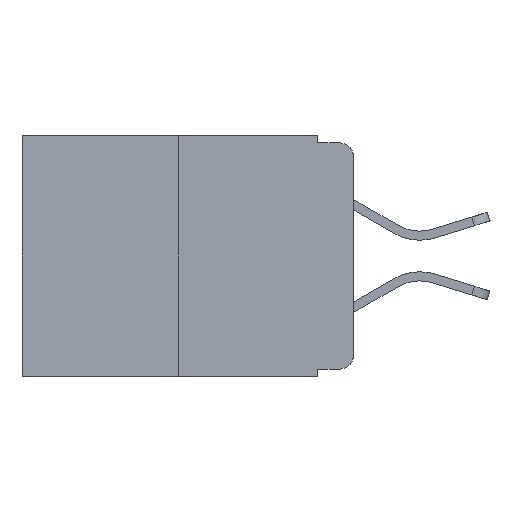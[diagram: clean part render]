
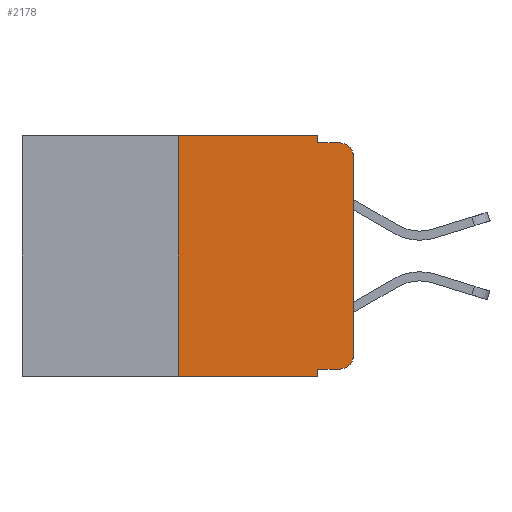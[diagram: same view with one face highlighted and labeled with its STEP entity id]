
A CAD part, left-side view. The second image highlights one B-rep face of the part: STEP entity #2178.
In plain terms, the highlighted planar face has unit normal (-1, 0, 0).
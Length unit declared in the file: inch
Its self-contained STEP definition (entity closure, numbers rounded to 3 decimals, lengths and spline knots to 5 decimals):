
#120 = VECTOR ( 'NONE', #5649, 39.37008 ) ;
#493 = LINE ( 'NONE', #4745, #120 ) ;
#560 = DIRECTION ( 'NONE',  ( 0., 0., -1. ) ) ;
#590 = ORIENTED_EDGE ( 'NONE', *, *, #11799, .T. ) ;
#767 = ORIENTED_EDGE ( 'NONE', *, *, #7378, .T. ) ;
#934 = FACE_OUTER_BOUND ( 'NONE', #3031, .T. ) ;
#953 = VERTEX_POINT ( 'NONE', #1492 ) ;
#1176 = CARTESIAN_POINT ( 'NONE',  ( 0., 0.051, 0. ) ) ;
#1241 = ORIENTED_EDGE ( 'NONE', *, *, #10716, .T. ) ;
#1492 = CARTESIAN_POINT ( 'NONE',  ( 0., 0.02, -0.333 ) ) ;
#1896 = PLANE ( 'NONE',  #2803 ) ;
#2178 = ADVANCED_FACE ( 'NONE', ( #934 ), #1896, .F. ) ;
#2234 = EDGE_CURVE ( 'NONE', #2710, #4301, #11789, .T. ) ;
#2488 = CARTESIAN_POINT ( 'NONE',  ( 0., 0.051, -0.333 ) ) ;
#2581 = DIRECTION ( 'NONE',  ( -1., 0., 0. ) ) ;
#2611 = ORIENTED_EDGE ( 'NONE', *, *, #11406, .T. ) ;
#2710 = VERTEX_POINT ( 'NONE', #8290 ) ;
#2803 = AXIS2_PLACEMENT_3D ( 'NONE', #6874, #4264, #560 ) ;
#2892 = AXIS2_PLACEMENT_3D ( 'NONE', #8852, #3521, #9681 ) ;
#3031 = EDGE_LOOP ( 'NONE', ( #590, #1241, #6448, #6991, #4861, #9485, #2611, #7532, #7797, #767 ) ) ;
#3521 = DIRECTION ( 'NONE',  ( -1., 0., 0. ) ) ;
#3823 = CARTESIAN_POINT ( 'NONE',  ( 0., 0.051, -0.01 ) ) ;
#4069 = VERTEX_POINT ( 'NONE', #10084 ) ;
#4264 = DIRECTION ( 'NONE',  ( 1., 0., 0. ) ) ;
#4283 = CARTESIAN_POINT ( 'NONE',  ( 0., 0., 0. ) ) ;
#4301 = VERTEX_POINT ( 'NONE', #1176 ) ;
#4339 = CARTESIAN_POINT ( 'NONE',  ( 0., 0.473, 0. ) ) ;
#4737 = CARTESIAN_POINT ( 'NONE',  ( 0., 0.25, 0. ) ) ;
#4745 = CARTESIAN_POINT ( 'NONE',  ( 0., 0.473, -0.343 ) ) ;
#4861 = ORIENTED_EDGE ( 'NONE', *, *, #2234, .F. ) ;
#5238 = LINE ( 'NONE', #3823, #11719 ) ;
#5649 = DIRECTION ( 'NONE',  ( 0., -1., 0. ) ) ;
#5744 = AXIS2_PLACEMENT_3D ( 'NONE', #8075, #2581, #8909 ) ;
#6030 = VERTEX_POINT ( 'NONE', #7496 ) ;
#6036 = DIRECTION ( 'NONE',  ( 0., 0., -1. ) ) ;
#6049 = VERTEX_POINT ( 'NONE', #10827 ) ;
#6132 = VECTOR ( 'NONE', #6587, 39.37008 ) ;
#6428 = VERTEX_POINT ( 'NONE', #8698 ) ;
#6448 = ORIENTED_EDGE ( 'NONE', *, *, #10169, .F. ) ;
#6587 = DIRECTION ( 'NONE',  ( 0., 0., 1. ) ) ;
#6641 = VECTOR ( 'NONE', #7905, 39.37008 ) ;
#6874 = CARTESIAN_POINT ( 'NONE',  ( 0., 0.473, 0. ) ) ;
#6894 = CARTESIAN_POINT ( 'NONE',  ( 0., 0.051, 0. ) ) ;
#6991 = ORIENTED_EDGE ( 'NONE', *, *, #9617, .F. ) ;
#7174 = LINE ( 'NONE', #4283, #6641 ) ;
#7378 = EDGE_CURVE ( 'NONE', #953, #6049, #11207, .T. ) ;
#7496 = CARTESIAN_POINT ( 'NONE',  ( 0., 0.051, -0.333 ) ) ;
#7532 = ORIENTED_EDGE ( 'NONE', *, *, #8504, .F. ) ;
#7701 = LINE ( 'NONE', #6894, #9643 ) ;
#7797 = ORIENTED_EDGE ( 'NONE', *, *, #7954, .T. ) ;
#7879 = LINE ( 'NONE', #9406, #9824 ) ;
#7905 = DIRECTION ( 'NONE',  ( 0., 0., 1. ) ) ;
#7954 = EDGE_CURVE ( 'NONE', #6030, #953, #10934, .T. ) ;
#7995 = DIRECTION ( 'NONE',  ( 0., -1., 0. ) ) ;
#8075 = CARTESIAN_POINT ( 'NONE',  ( 0., 0.02, -0.313 ) ) ;
#8290 = CARTESIAN_POINT ( 'NONE',  ( 0., 0.25, 0. ) ) ;
#8404 = LINE ( 'NONE', #4737, #6132 ) ;
#8477 = CARTESIAN_POINT ( 'NONE',  ( 0., 0.051, -0.01 ) ) ;
#8504 = EDGE_CURVE ( 'NONE', #6030, #10486, #7701, .T. ) ;
#8563 = DIRECTION ( 'NONE',  ( 0., 0., -1. ) ) ;
#8698 = CARTESIAN_POINT ( 'NONE',  ( 0., 0.25, -0.343 ) ) ;
#8852 = CARTESIAN_POINT ( 'NONE',  ( 0., 0.02, -0.03 ) ) ;
#8909 = DIRECTION ( 'NONE',  ( 0., 0., -1. ) ) ;
#9063 = EDGE_CURVE ( 'NONE', #6428, #2710, #8404, .T. ) ;
#9113 = DIRECTION ( 'NONE',  ( 0., -1., 0. ) ) ;
#9406 = CARTESIAN_POINT ( 'NONE',  ( 0., 0.051, 0. ) ) ;
#9485 = ORIENTED_EDGE ( 'NONE', *, *, #9063, .F. ) ;
#9617 = EDGE_CURVE ( 'NONE', #4301, #11158, #7879, .T. ) ;
#9625 = VECTOR ( 'NONE', #9636, 39.37008 ) ;
#9636 = DIRECTION ( 'NONE',  ( 0., -1., 0. ) ) ;
#9643 = VECTOR ( 'NONE', #8563, 39.37008 ) ;
#9681 = DIRECTION ( 'NONE',  ( 0., 0., -1. ) ) ;
#9824 = VECTOR ( 'NONE', #6036, 39.37008 ) ;
#10084 = CARTESIAN_POINT ( 'NONE',  ( 0., 0., -0.03 ) ) ;
#10169 = EDGE_CURVE ( 'NONE', #11158, #11438, #5238, .T. ) ;
#10486 = VERTEX_POINT ( 'NONE', #11086 ) ;
#10683 = VECTOR ( 'NONE', #7995, 39.37008 ) ;
#10716 = EDGE_CURVE ( 'NONE', #4069, #11438, #11461, .T. ) ;
#10827 = CARTESIAN_POINT ( 'NONE',  ( 0., 0., -0.313 ) ) ;
#10934 = LINE ( 'NONE', #2488, #10683 ) ;
#11086 = CARTESIAN_POINT ( 'NONE',  ( 0., 0.051, -0.343 ) ) ;
#11158 = VERTEX_POINT ( 'NONE', #8477 ) ;
#11207 = CIRCLE ( 'NONE', #5744, 0.02 ) ;
#11406 = EDGE_CURVE ( 'NONE', #6428, #10486, #493, .T. ) ;
#11438 = VERTEX_POINT ( 'NONE', #11619 ) ;
#11461 = CIRCLE ( 'NONE', #2892, 0.02 ) ;
#11619 = CARTESIAN_POINT ( 'NONE',  ( 0., 0.02, -0.01 ) ) ;
#11719 = VECTOR ( 'NONE', #9113, 39.37008 ) ;
#11789 = LINE ( 'NONE', #4339, #9625 ) ;
#11799 = EDGE_CURVE ( 'NONE', #6049, #4069, #7174, .T. ) ;
